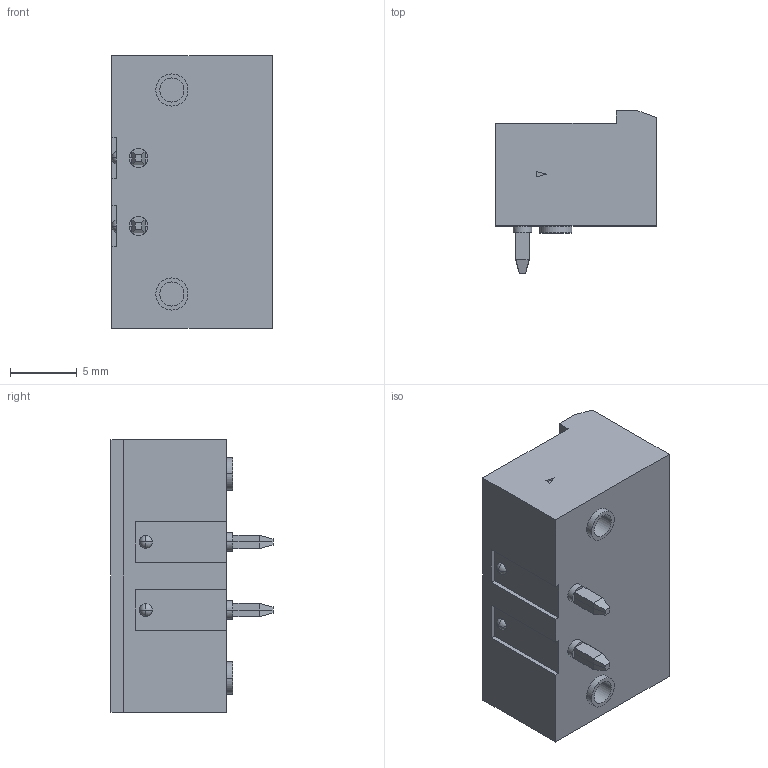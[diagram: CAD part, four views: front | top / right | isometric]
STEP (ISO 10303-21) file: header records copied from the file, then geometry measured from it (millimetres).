
FILE_DESCRIPTION(('SolidDesigner STEP Export'),'2;1');
FILE_NAME('mstb_2.5-2-gf-5.08.stp','2008-01-07T14:02:39',(''),(''),'OneSpace Designer STEP processor for AP214 (Solid Model)','OneSpace Designer 14.50 18-Oct-2006 (C) CoCreate Software GmbH','');
FILE_SCHEMA(('AUTOMOTIVE_DESIGN { 1 0 10303 214 1 1 1 1 }'));
Length unit declared in the file: millimetre
Products named in the file (2): mstb_2.5-2-gf-5.08
Assembly tree (1 placements, depth 2):
  mstb_2.5-2-gf-5.08
    mstb_2.5-2-gf-5.08
Bounding box: 12 x 12.1 x 20.32 mm (x, y, z)
Volume: 1375.5 mm3; surface area: 1523.7 mm2
Topology: 1 solids, 1 shells, 236 faces, 537 edges, 328 vertices
Faces by surface type: plane 177, cylinder 47, sphere 8, cone 4
Entity records: 7793 total; most frequent: ORIENTED_EDGE 1074, CARTESIAN_POINT 1006, DIRECTION 899, EDGE_CURVE 537, VECTOR 353, LINE 353, VERTEX_POINT 328, AXIS2_PLACEMENT_3D 273
